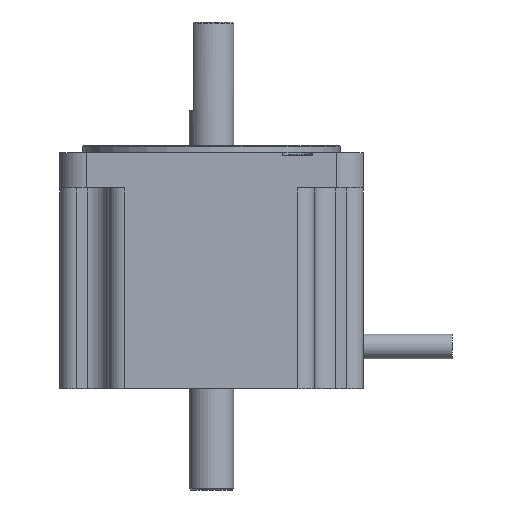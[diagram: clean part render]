
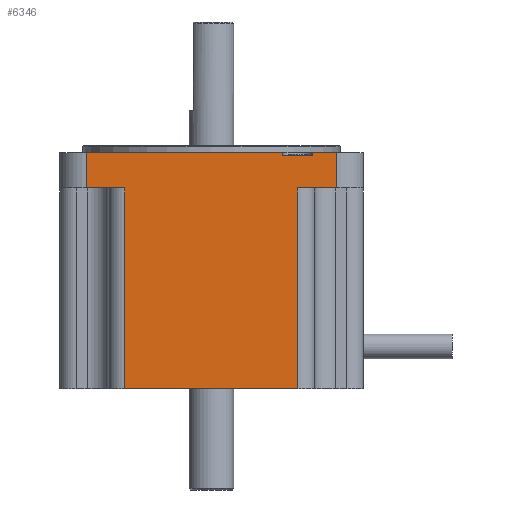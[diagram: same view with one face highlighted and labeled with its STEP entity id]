
A CAD part, left-side view. The second image highlights one B-rep face of the part: STEP entity #6346.
In plain terms, the highlighted planar face has unit normal (-1, 0, 0).
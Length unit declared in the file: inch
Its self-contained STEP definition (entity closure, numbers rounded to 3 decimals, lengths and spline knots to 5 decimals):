
#43 = VERTEX_POINT ( 'NONE', #3264 ) ;
#187 = CARTESIAN_POINT ( 'NONE',  ( -1.69487, -1.69488, 0. ) ) ;
#243 = VECTOR ( 'NONE', #5813, 39.37008 ) ;
#354 = LINE ( 'NONE', #6248, #5559 ) ;
#402 = VECTOR ( 'NONE', #4391, 39.37008 ) ;
#449 = VERTEX_POINT ( 'NONE', #886 ) ;
#618 = CARTESIAN_POINT ( 'NONE',  ( -1.69487, 0.96654, -2.6378 ) ) ;
#697 = LINE ( 'NONE', #4365, #4315 ) ;
#723 = VERTEX_POINT ( 'NONE', #618 ) ;
#781 = CARTESIAN_POINT ( 'NONE',  ( -1.69487, 1.39568, 0. ) ) ;
#831 = CARTESIAN_POINT ( 'NONE',  ( -1.69487, -0.96653, -2.6378 ) ) ;
#879 = CARTESIAN_POINT ( 'NONE',  ( -1.69487, -1.69488, -0.03543 ) ) ;
#886 = CARTESIAN_POINT ( 'NONE',  ( -1.69487, -1.13402, 0. ) ) ;
#906 = CARTESIAN_POINT ( 'NONE',  ( -1.69487, -1.69488, 0. ) ) ;
#1347 = DIRECTION ( 'NONE',  ( 0., -1., 0. ) ) ;
#1348 = LINE ( 'NONE', #4524, #3682 ) ;
#1409 = EDGE_CURVE ( 'NONE', #5421, #723, #4018, .T. ) ;
#1410 = CARTESIAN_POINT ( 'NONE',  ( -1.69487, -0.79937, 0. ) ) ;
#1428 = VECTOR ( 'NONE', #6253, 39.37008 ) ;
#1477 = VECTOR ( 'NONE', #2870, 39.37008 ) ;
#1495 = DIRECTION ( 'NONE',  ( 0., 0., 1. ) ) ;
#1498 = DIRECTION ( 'NONE',  ( 0., 0., 1. ) ) ;
#1592 = DIRECTION ( 'NONE',  ( 0., 0., -1. ) ) ;
#1694 = EDGE_CURVE ( 'NONE', #449, #3033, #354, .T. ) ;
#1698 = VECTOR ( 'NONE', #4926, 39.37008 ) ;
#1702 = EDGE_CURVE ( 'NONE', #4891, #3672, #2370, .T. ) ;
#1722 = LINE ( 'NONE', #3078, #4795 ) ;
#1776 = VERTEX_POINT ( 'NONE', #6332 ) ;
#1806 = VECTOR ( 'NONE', #6163, 39.37008 ) ;
#1999 = ORIENTED_EDGE ( 'NONE', *, *, #4257, .F. ) ;
#2019 = DIRECTION ( 'NONE',  ( 0., 0., 1. ) ) ;
#2169 = ORIENTED_EDGE ( 'NONE', *, *, #6067, .T. ) ;
#2246 = ORIENTED_EDGE ( 'NONE', *, *, #4713, .T. ) ;
#2249 = ORIENTED_EDGE ( 'NONE', *, *, #5415, .T. ) ;
#2370 = LINE ( 'NONE', #781, #243 ) ;
#2383 = CARTESIAN_POINT ( 'NONE',  ( -1.69487, -1.69488, -0.3937 ) ) ;
#2483 = CARTESIAN_POINT ( 'NONE',  ( -1.69487, -0.96653, 0. ) ) ;
#2535 = EDGE_CURVE ( 'NONE', #3672, #2667, #5152, .T. ) ;
#2641 = CARTESIAN_POINT ( 'NONE',  ( -1.69487, -0.79937, -0.03543 ) ) ;
#2667 = VERTEX_POINT ( 'NONE', #3496 ) ;
#2771 = EDGE_LOOP ( 'NONE', ( #3358, #2246, #4125, #3502, #6094, #4228, #2249, #5778, #2169, #4643, #2782, #1999 ) ) ;
#2782 = ORIENTED_EDGE ( 'NONE', *, *, #2535, .T. ) ;
#2854 = LINE ( 'NONE', #6281, #1428 ) ;
#2870 = DIRECTION ( 'NONE',  ( 0., -1., 0. ) ) ;
#3033 = VERTEX_POINT ( 'NONE', #3470 ) ;
#3078 = CARTESIAN_POINT ( 'NONE',  ( -1.69487, -1.39566, 0. ) ) ;
#3121 = PLANE ( 'NONE',  #5305 ) ;
#3138 = LINE ( 'NONE', #187, #1806 ) ;
#3264 = CARTESIAN_POINT ( 'NONE',  ( -1.69487, -1.39566, -0.3937 ) ) ;
#3309 = VECTOR ( 'NONE', #1495, 39.37008 ) ;
#3358 = ORIENTED_EDGE ( 'NONE', *, *, #1409, .F. ) ;
#3407 = FACE_OUTER_BOUND ( 'NONE', #2771, .T. ) ;
#3412 = EDGE_CURVE ( 'NONE', #3811, #5120, #2854, .T. ) ;
#3470 = CARTESIAN_POINT ( 'NONE',  ( -1.69487, -1.13402, -0.03543 ) ) ;
#3480 = DIRECTION ( 'NONE',  ( 0., 1., 0. ) ) ;
#3496 = CARTESIAN_POINT ( 'NONE',  ( -1.69487, 0.96654, -0.3937 ) ) ;
#3502 = ORIENTED_EDGE ( 'NONE', *, *, #4668, .T. ) ;
#3672 = VERTEX_POINT ( 'NONE', #5456 ) ;
#3682 = VECTOR ( 'NONE', #1498, 39.37008 ) ;
#3811 = VERTEX_POINT ( 'NONE', #2641 ) ;
#4018 = LINE ( 'NONE', #6299, #4418 ) ;
#4116 = CARTESIAN_POINT ( 'NONE',  ( -1.69487, -0.96653, -0.3937 ) ) ;
#4125 = ORIENTED_EDGE ( 'NONE', *, *, #5422, .T. ) ;
#4228 = ORIENTED_EDGE ( 'NONE', *, *, #1694, .T. ) ;
#4257 = EDGE_CURVE ( 'NONE', #723, #2667, #1348, .T. ) ;
#4315 = VECTOR ( 'NONE', #1347, 39.37008 ) ;
#4365 = CARTESIAN_POINT ( 'NONE',  ( -1.69487, -1.69488, -0.3937 ) ) ;
#4391 = DIRECTION ( 'NONE',  ( 0., 1., 0. ) ) ;
#4418 = VECTOR ( 'NONE', #3480, 39.37008 ) ;
#4524 = CARTESIAN_POINT ( 'NONE',  ( -1.69487, 0.96654, -1.46304 ) ) ;
#4643 = ORIENTED_EDGE ( 'NONE', *, *, #1702, .T. ) ;
#4668 = EDGE_CURVE ( 'NONE', #43, #1776, #1722, .T. ) ;
#4713 = EDGE_CURVE ( 'NONE', #5421, #4791, #5262, .T. ) ;
#4775 = EDGE_CURVE ( 'NONE', #1776, #449, #3138, .T. ) ;
#4791 = VERTEX_POINT ( 'NONE', #4116 ) ;
#4795 = VECTOR ( 'NONE', #2019, 39.37008 ) ;
#4891 = VERTEX_POINT ( 'NONE', #6294 ) ;
#4926 = DIRECTION ( 'NONE',  ( 0., 1., 0. ) ) ;
#5071 = LINE ( 'NONE', #906, #1698 ) ;
#5084 = CARTESIAN_POINT ( 'NONE',  ( -1.69487, -1.69488, 0. ) ) ;
#5120 = VERTEX_POINT ( 'NONE', #1410 ) ;
#5152 = LINE ( 'NONE', #2383, #1477 ) ;
#5221 = DIRECTION ( 'NONE',  ( 0., 0., -1. ) ) ;
#5262 = LINE ( 'NONE', #2483, #3309 ) ;
#5305 = AXIS2_PLACEMENT_3D ( 'NONE', #5084, #6081, #1592 ) ;
#5415 = EDGE_CURVE ( 'NONE', #3033, #3811, #6035, .T. ) ;
#5421 = VERTEX_POINT ( 'NONE', #831 ) ;
#5422 = EDGE_CURVE ( 'NONE', #4791, #43, #697, .T. ) ;
#5456 = CARTESIAN_POINT ( 'NONE',  ( -1.69487, 1.39568, -0.3937 ) ) ;
#5559 = VECTOR ( 'NONE', #5221, 39.37008 ) ;
#5778 = ORIENTED_EDGE ( 'NONE', *, *, #3412, .T. ) ;
#5813 = DIRECTION ( 'NONE',  ( 0., 0., -1. ) ) ;
#6035 = LINE ( 'NONE', #879, #402 ) ;
#6067 = EDGE_CURVE ( 'NONE', #5120, #4891, #5071, .T. ) ;
#6081 = DIRECTION ( 'NONE',  ( -1., 0., 0. ) ) ;
#6094 = ORIENTED_EDGE ( 'NONE', *, *, #4775, .T. ) ;
#6163 = DIRECTION ( 'NONE',  ( 0., 1., 0. ) ) ;
#6248 = CARTESIAN_POINT ( 'NONE',  ( -1.69487, -1.13402, 0. ) ) ;
#6253 = DIRECTION ( 'NONE',  ( 0., 0., 1. ) ) ;
#6281 = CARTESIAN_POINT ( 'NONE',  ( -1.69487, -0.79937, 0. ) ) ;
#6294 = CARTESIAN_POINT ( 'NONE',  ( -1.69487, 1.39568, 0. ) ) ;
#6299 = CARTESIAN_POINT ( 'NONE',  ( -1.69487, 0.00001, -2.6378 ) ) ;
#6332 = CARTESIAN_POINT ( 'NONE',  ( -1.69487, -1.39566, 0. ) ) ;
#6346 = ADVANCED_FACE ( 'NONE', ( #3407 ), #3121, .T. ) ;
